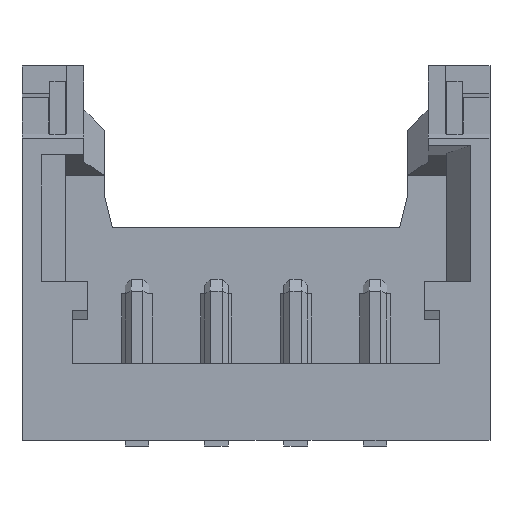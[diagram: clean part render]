
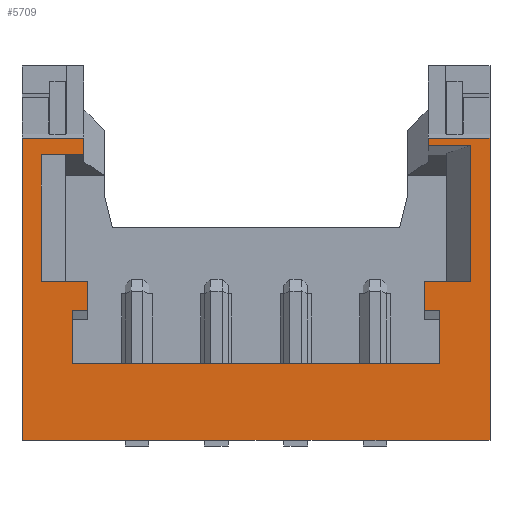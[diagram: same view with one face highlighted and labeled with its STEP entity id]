
A CAD part, top view. The second image highlights one B-rep face of the part: STEP entity #5709.
In plain terms, the highlighted planar face has unit normal (0, 0, 1).
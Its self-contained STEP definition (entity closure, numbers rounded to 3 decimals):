
#313=FACE_OUTER_BOUND('',#599,.T.);
#599=EDGE_LOOP('',(#4168,#4169,#4170,#4171,#4172,#4173,#4174,#4175,#4176,
#4177,#4178,#4179,#4180,#4181,#4182,#4183,#4184,#4185,#4186,#4187));
#821=LINE('',#7672,#1613);
#1080=LINE('',#8194,#1872);
#1098=LINE('',#8230,#1890);
#1099=LINE('',#8232,#1891);
#1100=LINE('',#8234,#1892);
#1101=LINE('',#8236,#1893);
#1102=LINE('',#8238,#1894);
#1103=LINE('',#8240,#1895);
#1104=LINE('',#8242,#1896);
#1105=LINE('',#8244,#1897);
#1106=LINE('',#8245,#1898);
#1107=LINE('',#8247,#1899);
#1108=LINE('',#8249,#1900);
#1109=LINE('',#8251,#1901);
#1110=LINE('',#8253,#1902);
#1111=LINE('',#8255,#1903);
#1112=LINE('',#8257,#1904);
#1113=LINE('',#8259,#1905);
#1114=LINE('',#8261,#1906);
#1115=LINE('',#8262,#1907);
#1613=VECTOR('',#6255,3.81);
#1872=VECTOR('',#6674,5.9);
#1890=VECTOR('',#6694,4.63);
#1891=VECTOR('',#6695,0.665);
#1892=VECTOR('',#6696,0.19);
#1893=VECTOR('',#6697,0.365);
#1894=VECTOR('',#6698,0.58);
#1895=VECTOR('',#6699,1.6);
#1896=VECTOR('',#6700,0.535);
#1897=VECTOR('',#6701,0.21);
#1898=VECTOR('',#6702,0.78);
#1899=VECTOR('',#6703,3.81);
#1900=VECTOR('',#6704,0.78);
#1901=VECTOR('',#6705,0.09);
#1902=VECTOR('',#6706,0.535);
#1903=VECTOR('',#6707,1.72);
#1904=VECTOR('',#6708,0.58);
#1905=VECTOR('',#6709,0.365);
#1906=VECTOR('',#6710,0.19);
#1907=VECTOR('',#6711,0.665);
#2403=VERTEX_POINT('',#7669);
#2404=VERTEX_POINT('',#7671);
#2587=VERTEX_POINT('',#8193);
#2603=VERTEX_POINT('',#8228);
#2604=VERTEX_POINT('',#8229);
#2605=VERTEX_POINT('',#8231);
#2606=VERTEX_POINT('',#8233);
#2607=VERTEX_POINT('',#8235);
#2608=VERTEX_POINT('',#8237);
#2609=VERTEX_POINT('',#8239);
#2610=VERTEX_POINT('',#8241);
#2611=VERTEX_POINT('',#8243);
#2612=VERTEX_POINT('',#8246);
#2613=VERTEX_POINT('',#8248);
#2614=VERTEX_POINT('',#8250);
#2615=VERTEX_POINT('',#8252);
#2616=VERTEX_POINT('',#8254);
#2617=VERTEX_POINT('',#8256);
#2618=VERTEX_POINT('',#8258);
#2619=VERTEX_POINT('',#8260);
#2929=EDGE_CURVE('',#2404,#2403,#821,.T.);
#3188=EDGE_CURVE('',#2403,#2587,#1080,.T.);
#3206=EDGE_CURVE('',#2603,#2604,#1098,.T.);
#3207=EDGE_CURVE('',#2603,#2605,#1099,.T.);
#3208=EDGE_CURVE('',#2605,#2606,#1100,.T.);
#3209=EDGE_CURVE('',#2606,#2607,#1101,.T.);
#3210=EDGE_CURVE('',#2608,#2607,#1102,.T.);
#3211=EDGE_CURVE('',#2609,#2608,#1103,.T.);
#3212=EDGE_CURVE('',#2610,#2609,#1104,.T.);
#3213=EDGE_CURVE('',#2611,#2610,#1105,.T.);
#3214=EDGE_CURVE('',#2404,#2611,#1106,.T.);
#3215=EDGE_CURVE('',#2587,#2612,#1107,.T.);
#3216=EDGE_CURVE('',#2613,#2612,#1108,.T.);
#3217=EDGE_CURVE('',#2613,#2614,#1109,.T.);
#3218=EDGE_CURVE('',#2615,#2614,#1110,.T.);
#3219=EDGE_CURVE('',#2615,#2616,#1111,.T.);
#3220=EDGE_CURVE('',#2616,#2617,#1112,.T.);
#3221=EDGE_CURVE('',#2617,#2618,#1113,.T.);
#3222=EDGE_CURVE('',#2618,#2619,#1114,.T.);
#3223=EDGE_CURVE('',#2604,#2619,#1115,.T.);
#4168=ORIENTED_EDGE('',*,*,#3206,.F.);
#4169=ORIENTED_EDGE('',*,*,#3207,.T.);
#4170=ORIENTED_EDGE('',*,*,#3208,.T.);
#4171=ORIENTED_EDGE('',*,*,#3209,.T.);
#4172=ORIENTED_EDGE('',*,*,#3210,.F.);
#4173=ORIENTED_EDGE('',*,*,#3211,.F.);
#4174=ORIENTED_EDGE('',*,*,#3212,.F.);
#4175=ORIENTED_EDGE('',*,*,#3213,.F.);
#4176=ORIENTED_EDGE('',*,*,#3214,.F.);
#4177=ORIENTED_EDGE('',*,*,#2929,.T.);
#4178=ORIENTED_EDGE('',*,*,#3188,.T.);
#4179=ORIENTED_EDGE('',*,*,#3215,.T.);
#4180=ORIENTED_EDGE('',*,*,#3216,.F.);
#4181=ORIENTED_EDGE('',*,*,#3217,.T.);
#4182=ORIENTED_EDGE('',*,*,#3218,.F.);
#4183=ORIENTED_EDGE('',*,*,#3219,.T.);
#4184=ORIENTED_EDGE('',*,*,#3220,.T.);
#4185=ORIENTED_EDGE('',*,*,#3221,.T.);
#4186=ORIENTED_EDGE('',*,*,#3222,.T.);
#4187=ORIENTED_EDGE('',*,*,#3223,.F.);
#5433=PLANE('',#6009);
#5709=ADVANCED_FACE('',(#313),#5433,.F.);
#6009=AXIS2_PLACEMENT_3D('',#8227,#6692,#6693);
#6255=DIRECTION('',(0.,-1.,0.));
#6674=DIRECTION('',(1.,0.,0.));
#6692=DIRECTION('center_axis',(0.,0.,-1.));
#6693=DIRECTION('ref_axis',(-1.,0.,0.));
#6694=DIRECTION('',(1.,0.,0.));
#6695=DIRECTION('',(0.,1.,0.));
#6696=DIRECTION('',(1.,0.,0.));
#6697=DIRECTION('',(0.,1.,0.));
#6698=DIRECTION('',(1.,0.,0.));
#6699=DIRECTION('',(0.,-1.,0.));
#6700=DIRECTION('',(-1.,0.,0.));
#6701=DIRECTION('',(0.,-1.,0.));
#6702=DIRECTION('',(1.,0.,0.));
#6703=DIRECTION('',(0.,1.,0.));
#6704=DIRECTION('',(1.,0.,0.));
#6705=DIRECTION('',(0.,-1.,0.));
#6706=DIRECTION('',(-1.,0.,0.));
#6707=DIRECTION('',(0.,-1.,0.));
#6708=DIRECTION('',(-1.,0.,0.));
#6709=DIRECTION('',(0.,-1.,0.));
#6710=DIRECTION('',(1.,0.,0.));
#6711=DIRECTION('',(0.,1.,0.));
#7669=CARTESIAN_POINT('',(-2.95,-2.325,0.6));
#7671=CARTESIAN_POINT('',(-2.95,1.485,0.6));
#7672=CARTESIAN_POINT('',(-2.95,1.485,0.6));
#8193=CARTESIAN_POINT('',(2.95,-2.325,0.6));
#8194=CARTESIAN_POINT('',(-2.95,-2.325,0.6));
#8227=CARTESIAN_POINT('Origin',(0.,-2.325,0.6));
#8228=CARTESIAN_POINT('',(-2.315,-1.355,0.6));
#8229=CARTESIAN_POINT('',(2.315,-1.355,0.6));
#8230=CARTESIAN_POINT('',(-2.315,-1.355,0.6));
#8231=CARTESIAN_POINT('',(-2.315,-0.69,0.6));
#8232=CARTESIAN_POINT('',(-2.315,-1.355,0.6));
#8233=CARTESIAN_POINT('',(-2.125,-0.69,0.6));
#8234=CARTESIAN_POINT('',(-2.315,-0.69,0.6));
#8235=CARTESIAN_POINT('',(-2.125,-0.325,0.6));
#8236=CARTESIAN_POINT('',(-2.125,-0.69,0.6));
#8237=CARTESIAN_POINT('',(-2.705,-0.325,0.6));
#8238=CARTESIAN_POINT('',(-2.705,-0.325,0.6));
#8239=CARTESIAN_POINT('',(-2.705,1.275,0.6));
#8240=CARTESIAN_POINT('',(-2.705,1.275,0.6));
#8241=CARTESIAN_POINT('',(-2.17,1.275,0.6));
#8242=CARTESIAN_POINT('',(-2.17,1.275,0.6));
#8243=CARTESIAN_POINT('',(-2.17,1.485,0.6));
#8244=CARTESIAN_POINT('',(-2.17,1.485,0.6));
#8245=CARTESIAN_POINT('',(-2.95,1.485,0.6));
#8246=CARTESIAN_POINT('',(2.95,1.485,0.6));
#8247=CARTESIAN_POINT('',(2.95,-2.325,0.6));
#8248=CARTESIAN_POINT('',(2.17,1.485,0.6));
#8249=CARTESIAN_POINT('',(2.17,1.485,0.6));
#8250=CARTESIAN_POINT('',(2.17,1.395,0.6));
#8251=CARTESIAN_POINT('',(2.17,1.485,0.6));
#8252=CARTESIAN_POINT('',(2.705,1.395,0.6));
#8253=CARTESIAN_POINT('',(2.705,1.395,0.6));
#8254=CARTESIAN_POINT('',(2.705,-0.325,0.6));
#8255=CARTESIAN_POINT('',(2.705,1.395,0.6));
#8256=CARTESIAN_POINT('',(2.125,-0.325,0.6));
#8257=CARTESIAN_POINT('',(2.705,-0.325,0.6));
#8258=CARTESIAN_POINT('',(2.125,-0.69,0.6));
#8259=CARTESIAN_POINT('',(2.125,-0.325,0.6));
#8260=CARTESIAN_POINT('',(2.315,-0.69,0.6));
#8261=CARTESIAN_POINT('',(2.125,-0.69,0.6));
#8262=CARTESIAN_POINT('',(2.315,-1.355,0.6));
